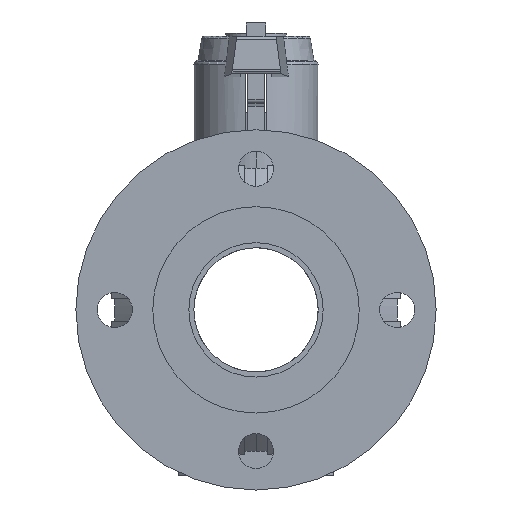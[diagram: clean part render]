
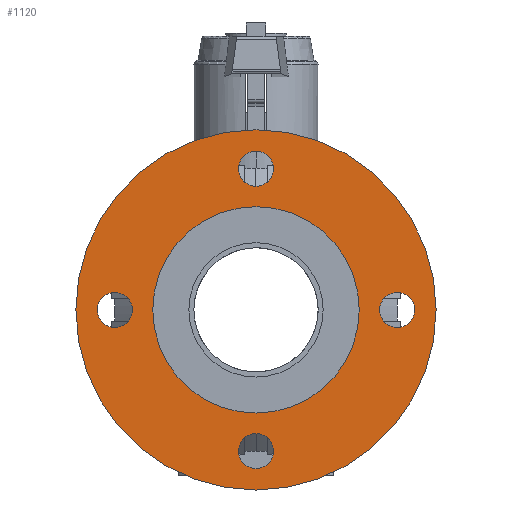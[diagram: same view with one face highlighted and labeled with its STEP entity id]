
A CAD part, left-side view. The second image highlights one B-rep face of the part: STEP entity #1120.
In plain terms, the highlighted planar face has unit normal (-1, 0, 0).
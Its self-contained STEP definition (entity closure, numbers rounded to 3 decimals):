
#1120=ADVANCED_FACE('',(#2439,#2440,#2441,#2442,#2443,#2444),#2445,.T.);
#2439=FACE_BOUND('',#4226,.T.);
#2440=FACE_BOUND('',#4227,.T.);
#2441=FACE_BOUND('',#4228,.T.);
#2442=FACE_BOUND('',#4229,.T.);
#2443=FACE_BOUND('',#4230,.T.);
#2444=FACE_OUTER_BOUND('',#4231,.T.);
#2445=PLANE('',#4232);
#4226=EDGE_LOOP('',(#7006,#7007));
#4227=EDGE_LOOP('',(#7008,#7009));
#4228=EDGE_LOOP('',(#7010,#7011));
#4229=EDGE_LOOP('',(#7012,#7013));
#4230=EDGE_LOOP('',(#7014,#7015));
#4231=EDGE_LOOP('',(#7016,#7017));
#4232=AXIS2_PLACEMENT_3D('',#7018,#7019,#7020);
#7006=ORIENTED_EDGE('',*,*,#10907,.T.);
#7007=ORIENTED_EDGE('',*,*,#10909,.T.);
#7008=ORIENTED_EDGE('',*,*,#10902,.T.);
#7009=ORIENTED_EDGE('',*,*,#10912,.T.);
#7010=ORIENTED_EDGE('',*,*,#10897,.T.);
#7011=ORIENTED_EDGE('',*,*,#10915,.T.);
#7012=ORIENTED_EDGE('',*,*,#10892,.T.);
#7013=ORIENTED_EDGE('',*,*,#10918,.T.);
#7014=ORIENTED_EDGE('',*,*,#10887,.T.);
#7015=ORIENTED_EDGE('',*,*,#10921,.T.);
#7016=ORIENTED_EDGE('',*,*,#10881,.F.);
#7017=ORIENTED_EDGE('',*,*,#10925,.F.);
#7018=CARTESIAN_POINT('',(-122.75,0.0,38.75));
#7019=DIRECTION('',(-1.0,0.0,0.0));
#7020=DIRECTION('',(0.0,0.0,1.0));
#10881=EDGE_CURVE('',#13101,#13103,#13104,.T.);
#10887=EDGE_CURVE('',#13108,#13112,#13114,.T.);
#10892=EDGE_CURVE('',#13117,#13121,#13123,.T.);
#10897=EDGE_CURVE('',#13126,#13130,#13132,.T.);
#10902=EDGE_CURVE('',#13135,#13139,#13141,.T.);
#10907=EDGE_CURVE('',#13144,#13148,#13150,.T.);
#10909=EDGE_CURVE('',#13148,#13144,#13152,.T.);
#10912=EDGE_CURVE('',#13139,#13135,#13155,.T.);
#10915=EDGE_CURVE('',#13130,#13126,#13158,.T.);
#10918=EDGE_CURVE('',#13121,#13117,#13161,.T.);
#10921=EDGE_CURVE('',#13112,#13108,#13164,.T.);
#10925=EDGE_CURVE('',#13103,#13101,#13168,.T.);
#13101=VERTEX_POINT('',#16897);
#13103=VERTEX_POINT('',#16900);
#13104=CIRCLE('',#16901,92.5);
#13108=VERTEX_POINT('',#16906);
#13112=VERTEX_POINT('',#16911);
#13114=CIRCLE('',#16914,46.0);
#13117=VERTEX_POINT('',#16917);
#13121=VERTEX_POINT('',#16922);
#13123=CIRCLE('',#16925,9.0);
#13126=VERTEX_POINT('',#16928);
#13130=VERTEX_POINT('',#16933);
#13132=CIRCLE('',#16936,9.0);
#13135=VERTEX_POINT('',#16939);
#13139=VERTEX_POINT('',#16944);
#13141=CIRCLE('',#16947,9.0);
#13144=VERTEX_POINT('',#16950);
#13148=VERTEX_POINT('',#16955);
#13150=CIRCLE('',#16958,9.0);
#13152=CIRCLE('',#16960,9.0);
#13155=CIRCLE('',#16963,9.0);
#13158=CIRCLE('',#16966,9.0);
#13161=CIRCLE('',#16969,9.0);
#13164=CIRCLE('',#16972,46.0);
#13168=CIRCLE('',#16976,92.5);
#16897=CARTESIAN_POINT('',(-122.75,0.0,-7.5));
#16900=CARTESIAN_POINT('',(-122.75,0.,177.5));
#16901=AXIS2_PLACEMENT_3D('',#21787,#21788,#21789);
#16906=CARTESIAN_POINT('',(-122.75,0.0,39.0));
#16911=CARTESIAN_POINT('',(-122.75,0.,131.0));
#16914=AXIS2_PLACEMENT_3D('',#21796,#21797,#21798);
#16917=CARTESIAN_POINT('',(-122.75,-63.5,85.0));
#16922=CARTESIAN_POINT('',(-122.75,-81.5,85.0));
#16925=AXIS2_PLACEMENT_3D('',#21804,#21805,#21806);
#16928=CARTESIAN_POINT('',(-122.75,0.0,21.5));
#16933=CARTESIAN_POINT('',(-122.75,0.,3.5));
#16936=AXIS2_PLACEMENT_3D('',#21812,#21813,#21814);
#16939=CARTESIAN_POINT('',(-122.75,63.5,85.0));
#16944=CARTESIAN_POINT('',(-122.75,81.5,85.0));
#16947=AXIS2_PLACEMENT_3D('',#21820,#21821,#21822);
#16950=CARTESIAN_POINT('',(-122.75,0.0,148.5));
#16955=CARTESIAN_POINT('',(-122.75,0.,166.5));
#16958=AXIS2_PLACEMENT_3D('',#21828,#21829,#21830);
#16960=AXIS2_PLACEMENT_3D('',#21831,#21832,#21833);
#16963=AXIS2_PLACEMENT_3D('',#21837,#21838,#21839);
#16966=AXIS2_PLACEMENT_3D('',#21843,#21844,#21845);
#16969=AXIS2_PLACEMENT_3D('',#21849,#21850,#21851);
#16972=AXIS2_PLACEMENT_3D('',#21855,#21856,#21857);
#16976=AXIS2_PLACEMENT_3D('',#21864,#21865,#21866);
#21787=CARTESIAN_POINT('',(-122.75,0.0,85.0));
#21788=DIRECTION('',(1.0,0.0,0.0));
#21789=DIRECTION('',(0.0,0.0,-1.0));
#21796=CARTESIAN_POINT('',(-122.75,0.0,85.0));
#21797=DIRECTION('',(1.0,-0.0,0.0));
#21798=DIRECTION('',(0.0,0.0,-1.0));
#21804=CARTESIAN_POINT('',(-122.75,-72.5,85.0));
#21805=DIRECTION('',(1.0,0.0,-0.0));
#21806=DIRECTION('',(0.0,1.0,0.0));
#21812=CARTESIAN_POINT('',(-122.75,0.0,12.5));
#21813=DIRECTION('',(1.0,0.0,-0.0));
#21814=DIRECTION('',(0.0,0.0,1.0));
#21820=CARTESIAN_POINT('',(-122.75,72.5,85.0));
#21821=DIRECTION('',(1.0,0.0,-0.0));
#21822=DIRECTION('',(0.0,-1.0,0.0));
#21828=CARTESIAN_POINT('',(-122.75,0.0,157.5));
#21829=DIRECTION('',(1.0,-0.0,0.0));
#21830=DIRECTION('',(0.0,0.0,-1.0));
#21831=CARTESIAN_POINT('',(-122.75,0.0,157.5));
#21832=DIRECTION('',(1.0,-0.0,0.0));
#21833=DIRECTION('',(0.0,0.0,-1.0));
#21837=CARTESIAN_POINT('',(-122.75,72.5,85.0));
#21838=DIRECTION('',(1.0,0.0,-0.0));
#21839=DIRECTION('',(0.0,-1.0,0.0));
#21843=CARTESIAN_POINT('',(-122.75,0.0,12.5));
#21844=DIRECTION('',(1.0,0.0,-0.0));
#21845=DIRECTION('',(0.0,0.0,1.0));
#21849=CARTESIAN_POINT('',(-122.75,-72.5,85.0));
#21850=DIRECTION('',(1.0,0.0,-0.0));
#21851=DIRECTION('',(0.0,1.0,0.0));
#21855=CARTESIAN_POINT('',(-122.75,0.0,85.0));
#21856=DIRECTION('',(1.0,-0.0,0.0));
#21857=DIRECTION('',(0.0,0.0,-1.0));
#21864=CARTESIAN_POINT('',(-122.75,0.0,85.0));
#21865=DIRECTION('',(1.0,0.0,0.0));
#21866=DIRECTION('',(0.0,0.0,-1.0));
